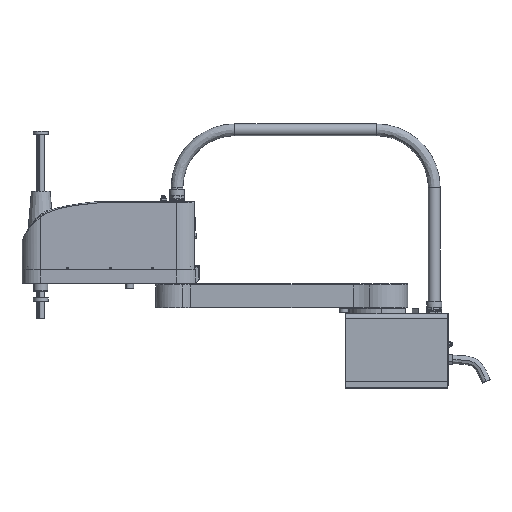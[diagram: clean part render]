
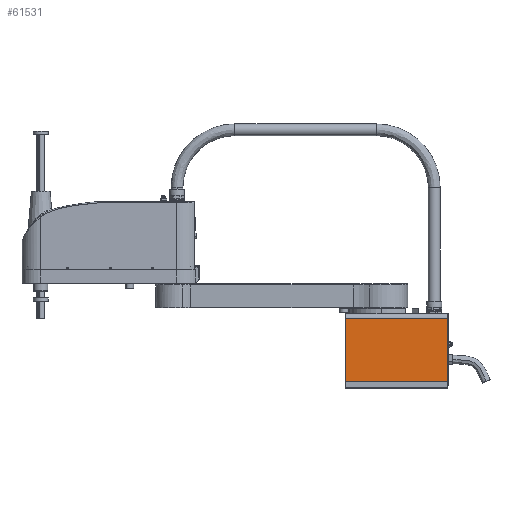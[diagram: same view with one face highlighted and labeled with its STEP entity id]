
A CAD part, top view. The second image highlights one B-rep face of the part: STEP entity #61531.
In plain terms, the highlighted planar face has unit normal (0, 0, 1).
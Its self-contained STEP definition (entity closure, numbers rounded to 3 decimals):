
#1743 = AXIS2_PLACEMENT_3D ( 'NONE', #31317, #1857, #36275 ) ;
#1857 = DIRECTION ( 'NONE',  ( 0., 0., -1. ) ) ;
#4359 = CARTESIAN_POINT ( 'NONE',  ( 195., -10., 105. ) ) ;
#9396 = FACE_OUTER_BOUND ( 'NONE', #34874, .T. ) ;
#9828 = CARTESIAN_POINT ( 'NONE',  ( 195., -10., 105. ) ) ;
#19743 = VERTEX_POINT ( 'NONE', #34586 ) ;
#27059 = VECTOR ( 'NONE', #45529, 1000. ) ;
#27930 = LINE ( 'NONE', #32829, #54124 ) ;
#29470 = VERTEX_POINT ( 'NONE', #47696 ) ;
#29744 = CARTESIAN_POINT ( 'NONE',  ( -105., -10., 105. ) ) ;
#29898 = ORIENTED_EDGE ( 'NONE', *, *, #56373, .F. ) ;
#30014 = VECTOR ( 'NONE', #54173, 1000. ) ;
#31317 = CARTESIAN_POINT ( 'NONE',  ( 195., 5., 105. ) ) ;
#32829 = CARTESIAN_POINT ( 'NONE',  ( -105., 5., 105. ) ) ;
#34586 = CARTESIAN_POINT ( 'NONE',  ( -105., -193., 105. ) ) ;
#34874 = EDGE_LOOP ( 'NONE', ( #56341, #29898, #43883, #55340 ) ) ;
#35286 = LINE ( 'NONE', #39166, #48479 ) ;
#36275 = DIRECTION ( 'NONE',  ( 0., 1., 0. ) ) ;
#39166 = CARTESIAN_POINT ( 'NONE',  ( 195., -193., 105. ) ) ;
#40097 = LINE ( 'NONE', #45114, #27059 ) ;
#42590 = DIRECTION ( 'NONE',  ( 0., 1., 0. ) ) ;
#43153 = LINE ( 'NONE', #9828, #30014 ) ;
#43883 = ORIENTED_EDGE ( 'NONE', *, *, #47419, .F. ) ;
#44193 = DIRECTION ( 'NONE',  ( -1., 0., 0. ) ) ;
#45114 = CARTESIAN_POINT ( 'NONE',  ( 195., 5., 105. ) ) ;
#45529 = DIRECTION ( 'NONE',  ( 0., -1., 0. ) ) ;
#47419 = EDGE_CURVE ( 'NONE', #19743, #56776, #27930, .T. ) ;
#47696 = CARTESIAN_POINT ( 'NONE',  ( 195., -193., 105. ) ) ;
#47775 = EDGE_CURVE ( 'NONE', #50344, #29470, #40097, .T. ) ;
#48479 = VECTOR ( 'NONE', #44193, 1000. ) ;
#50344 = VERTEX_POINT ( 'NONE', #4359 ) ;
#54124 = VECTOR ( 'NONE', #42590, 1000. ) ;
#54173 = DIRECTION ( 'NONE',  ( 1., 0., 0. ) ) ;
#55340 = ORIENTED_EDGE ( 'NONE', *, *, #56756, .F. ) ;
#56341 = ORIENTED_EDGE ( 'NONE', *, *, #47775, .F. ) ;
#56373 = EDGE_CURVE ( 'NONE', #56776, #50344, #43153, .T. ) ;
#56756 = EDGE_CURVE ( 'NONE', #29470, #19743, #35286, .T. ) ;
#56776 = VERTEX_POINT ( 'NONE', #29744 ) ;
#60644 = PLANE ( 'NONE',  #1743 ) ;
#61531 = ADVANCED_FACE ( 'NONE', ( #9396 ), #60644, .F. ) ;
